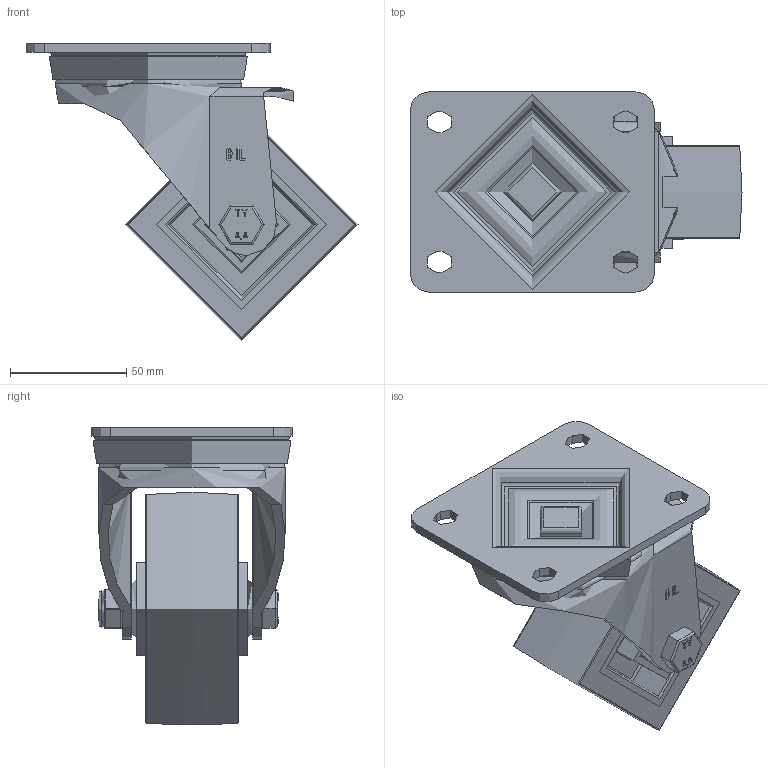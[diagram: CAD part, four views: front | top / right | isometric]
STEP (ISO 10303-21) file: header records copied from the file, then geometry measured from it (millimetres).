
FILE_DESCRIPTION(/* description */ (''),/* implementation_level */ '2;1');
FILE_NAME(/* name */ 'BZH100NPBJ.step',/* time_stamp */ '2025-06-03T16:05:35+01:00',/* author */ (''),/* organization */ (''),/* preprocessor_version */ 'ST-DEVELOPER v20.1',/* originating_system */ 'Autodesk Translation Framework v14.10.0.0',/* authorisation */ '');
FILE_SCHEMA (('AUTOMOTIVE_DESIGN { 1 0 10303 214 3 1 1 }'));
Length unit declared in the file: millimetre
Products named in the file (31): BZH100NPBJ; BZH100WNPBJM15 v1; POLYURETHANE TYRE; NYLON RIM; BEARING6002; Pattern; BEARING6002 (1); Pattern (1); Component1; METAL; METAL2; MIDDLE; RUBBER; BEARING SPACER; WP15X25X2BLK v1; NYLON WASHER; BZH100AS - 2 - 52 v1; BZH100AS - 2 v1 (1); ZINC PLATED, PRESSED STEEL TOP PLATE (1) (1); ZINC PLATED, PRESSED STEEL FORKS (1) (1); BEARING SEAL (1); TUBEM15X50 v1; ZINC PLATED AXLE TUBE; WP15X25X2BLK v1 (1); NYLON WASHER (1); HEXBOLTM10X70Z8.8 v2; GRADE 8.8 THREADED ZINC PLATED BOLT; NYLOCM10Z v1; NYLOC NUT; RUBBER (1); NUT
Assembly tree (53 placements, depth 5):
  BZH100NPBJ
    BZH100WNPBJM15 v1
      POLYURETHANE TYRE
      NYLON RIM
      BEARING6002
        METAL
        METAL2
        Pattern
          Component1  x9
        MIDDLE
        RUBBER  x2
      BEARING6002 (1)
        Pattern (1)
          Component1  x9
        METAL
        METAL2
        MIDDLE
        RUBBER  x2
      BEARING SPACER
    WP15X25X2BLK v1
      NYLON WASHER
    BZH100AS - 2 - 52 v1
      BZH100AS - 2 v1 (1)
        ZINC PLATED, PRESSED STEEL TOP PLATE (1) (1)
        ZINC PLATED, PRESSED STEEL FORKS (1) (1)
        BEARING SEAL (1)
    TUBEM15X50 v1
      ZINC PLATED AXLE TUBE
    WP15X25X2BLK v1 (1)
      NYLON WASHER (1)
    HEXBOLTM10X70Z8.8 v2
      GRADE 8.8 THREADED ZINC PLATED BOLT
    NYLOCM10Z v1
      NYLOC NUT
        RUBBER (1)
        NUT
Bounding box: 142.5 x 86 x 127.89 mm (x, y, z)
Volume: 371318.1 mm3; surface area: 150683.7 mm2
Topology: 40 solids, 40 shells, 1148 faces, 2878 edges, 1872 vertices
Faces by surface type: plane 423, bspline 403, cylinder 195, sphere 66, torus 34, cone 27
Full cylindrical faces by diameter (mm): 8.141 x18, 9.85 x19, 10 x3, 10.2 x2, 10.5 x1, 12 x2, 15 x4, 15.75 x2, 16 x2, 19 x3, 20 x5, 20.5 x4, 21.5 x4, 25 x4, 26.8 x4, 28 x2, 28.2 x8, 30 x1, 31 x1, 32 x5, 40 x2, 50.5 x1, 63 x2, 72 x1, 73 x2, 80 x1
Entity records: 26319 total; most frequent: CARTESIAN_POINT 11177, ORIENTED_EDGE 3078, DIRECTION 2730, EDGE_CURVE 1539, AXIS2_PLACEMENT_3D 1040, VERTEX_POINT 992, EDGE_LOOP 744, LINE 650
